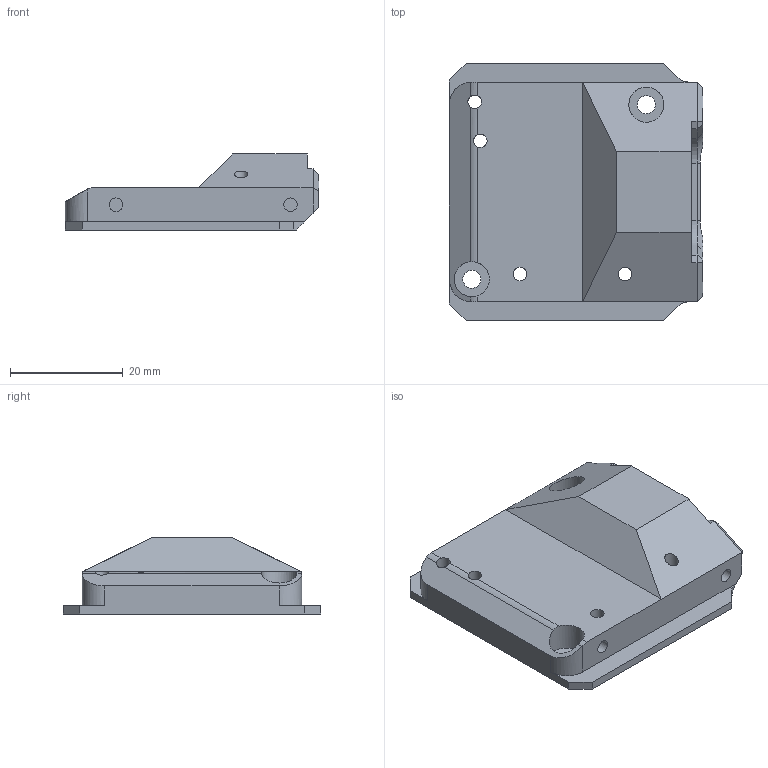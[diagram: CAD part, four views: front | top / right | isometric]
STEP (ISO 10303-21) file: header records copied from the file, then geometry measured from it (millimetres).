
FILE_DESCRIPTION(/* description */ ('Unknown'),/* implementation_level */ '2;1');
FILE_NAME(/* name */ 'wasserkuehlBlock',/* time_stamp */ '2020-12-08T10:10:46+01:00',/* author */ ('Unknown'),/* organization */ ('Unknown'),/* preprocessor_version */ 'ST-DEVELOPER v16.7',/* originating_system */ 'Solid Edge',/* authorisation */ 'Unknown');
FILE_SCHEMA (('AUTOMOTIVE_DESIGN {1 0 10303 214 3 1 1}'));
Length unit declared in the file: millimetre
Products named in the file (1): wasserkuehlBlock
Bounding box: 45 x 45.8 x 13.5 mm (x, y, z)
Volume: 8892.8 mm3; surface area: 7445.3 mm2
Topology: 1 solids, 1 shells, 236 faces, 582 edges, 346 vertices
Faces by surface type: cylinder 75, plane 71, cone 40, bspline 24, torus 22, sphere 4
Full cylindrical faces by diameter (mm): 2.4 x10, 3.2 x2, 4 x2, 6.25 x2, 12.2 x1
Entity records: 7227 total; most frequent: CARTESIAN_POINT 1760, DIRECTION 1199, ORIENTED_EDGE 1090, EDGE_CURVE 545, AXIS2_PLACEMENT_3D 479, VERTEX_POINT 334, EDGE_LOOP 275, FACE_BOUND 275
